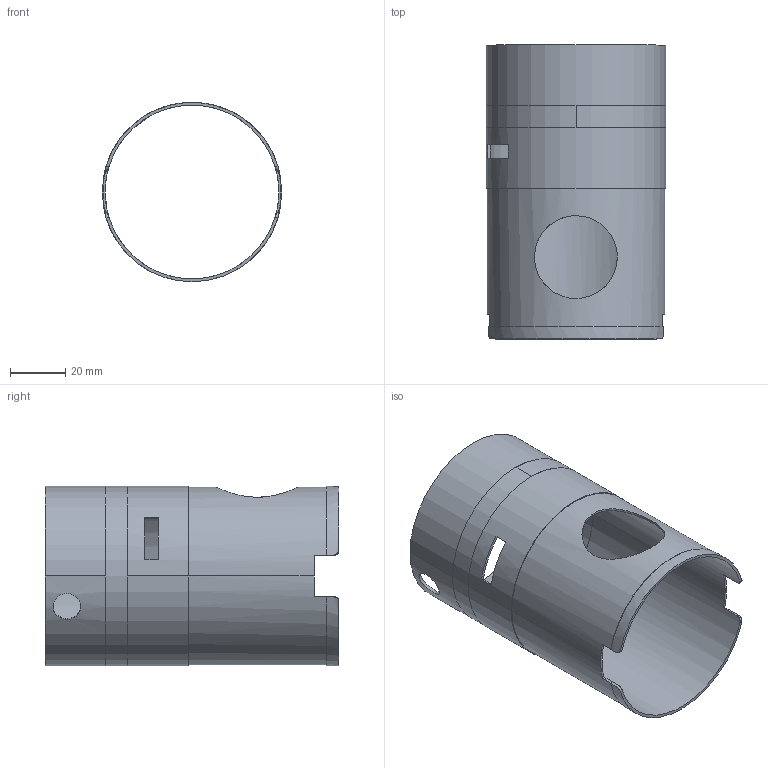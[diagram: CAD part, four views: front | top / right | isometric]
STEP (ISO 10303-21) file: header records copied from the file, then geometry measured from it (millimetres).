
FILE_DESCRIPTION(/* description */ ('VariCAD 2022-1.06 AP-214'),/* implementation_level */ '2;1');
FILE_NAME(/* name */ 'pl᚝.stp',/* time_stamp */ '2022-05-24T22:05:52+01:00',/* author */ (''),/* organization */ (''),/* preprocessor_version */ 'VariCAD 2022-1.06',/* originating_system */ 'VariCAD 2022-1.06; kernel version (20180118)',/* authorisation */ '');
FILE_SCHEMA(('AUTOMOTIVE_DESIGN'));
Length unit declared in the file: millimetre
Products named in the file (4): plášť
Assembly tree (3 placements, depth 2):
  plášť
    (unnamed)
    (unnamed)
    (unnamed)
Bounding box: 65 x 106.5 x 65 mm (x, y, z)
Volume: 17912.7 mm3; surface area: 41895.3 mm2
Topology: 3 solids, 3 shells, 59 faces, 159 edges, 106 vertices
Faces by surface type: plane 32, cylinder 27
Entity records: 2555 total; most frequent: CARTESIAN_POINT 554, DIRECTION 331, ORIENTED_EDGE 318, EDGE_CURVE 159, AXIS2_PLACEMENT_3D 119, VERTEX_POINT 106, LINE 93, VECTOR 93
